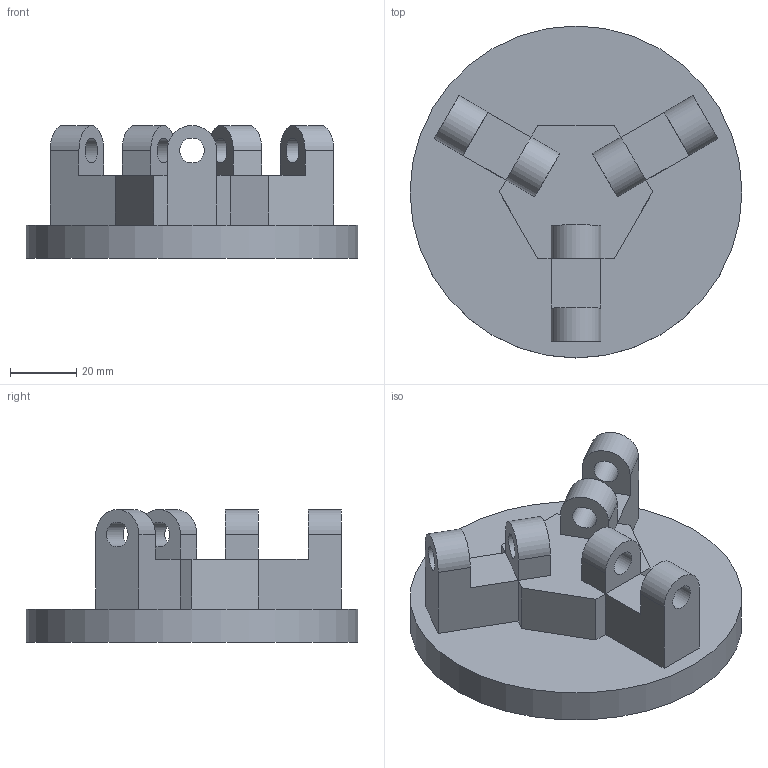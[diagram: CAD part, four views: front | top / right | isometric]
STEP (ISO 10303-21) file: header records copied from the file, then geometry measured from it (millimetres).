
FILE_DESCRIPTION(/* description */ (''),/* implementation_level */ '2;1');
FILE_NAME(/* name */ 'bottombase v1.stp',/* time_stamp */ '2022-06-18T23:09:06+02:00',/* author */ (''),/* organization */ (''),/* preprocessor_version */ 'ST-DEVELOPER v19',/* originating_system */ 'Autodesk Translation Framework v11.7.0.108',/* authorisation */ '');
FILE_SCHEMA (('AUTOMOTIVE_DESIGN { 1 0 10303 214 3 1 1 }'));
Length unit declared in the file: millimetre
Products named in the file (1): bottom_base
Bounding box: 100 x 100 x 40 mm (x, y, z)
Volume: 125600.1 mm3; surface area: 27885.6 mm2
Topology: 1 solids, 1 shells, 52 faces, 129 edges, 80 vertices
Faces by surface type: plane 39, cylinder 13
Full cylindrical faces by diameter (mm): 7.5 x6, 100 x1
Entity records: 1572 total; most frequent: CARTESIAN_POINT 262, DIRECTION 261, ORIENTED_EDGE 258, EDGE_CURVE 129, LINE 103, VECTOR 103, VERTEX_POINT 80, AXIS2_PLACEMENT_3D 79
